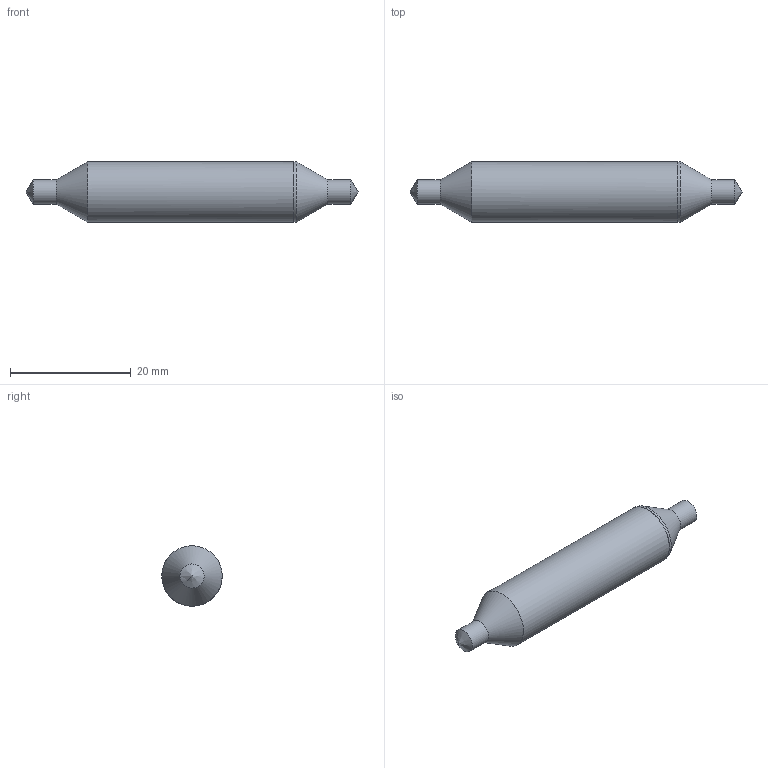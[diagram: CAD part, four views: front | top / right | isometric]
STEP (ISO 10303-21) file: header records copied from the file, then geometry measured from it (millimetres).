
FILE_DESCRIPTION(('STEP'), '1');
FILE_NAME('CAD_111100_4.stp', '2022-05-12T15:40:01', (''), (''), 'HarmonyWare STEP v2.1.2-dev Express v3.0.0.0', '', '');
FILE_SCHEMA(('AUTOMOTIVE_DESIGN'));
Length unit declared in the file: millimetre
Products named in the file (1): NONE
Bounding box: 55 x 10 x 9.99 mm (x, y, z)
Volume: 3256.4 mm3; surface area: 1635.6 mm2
Topology: 2 solids, 2 shells, 10 faces, 20 edges, 12 vertices
Faces by surface type: bspline 10
Entity records: 395 total; most frequent: CARTESIAN_POINT 254, ORIENTED_EDGE 36, EDGE_CURVE 18, VERTEX_POINT 12, ADVANCED_FACE 10, FACE_OUTER_BOUND 10, EDGE_LOOP 10, B_SPLINE_CURVE_WITH_KNOTS 8
